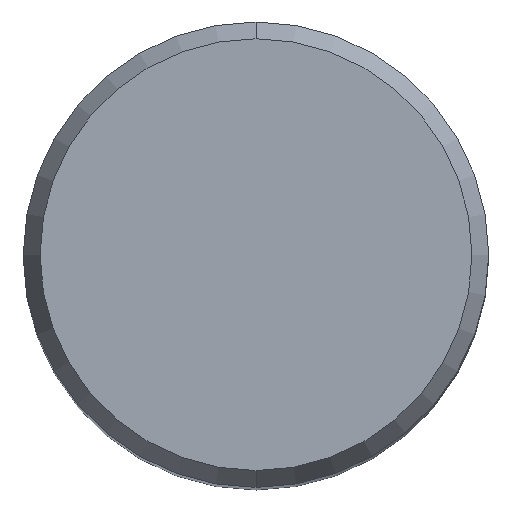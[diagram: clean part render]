
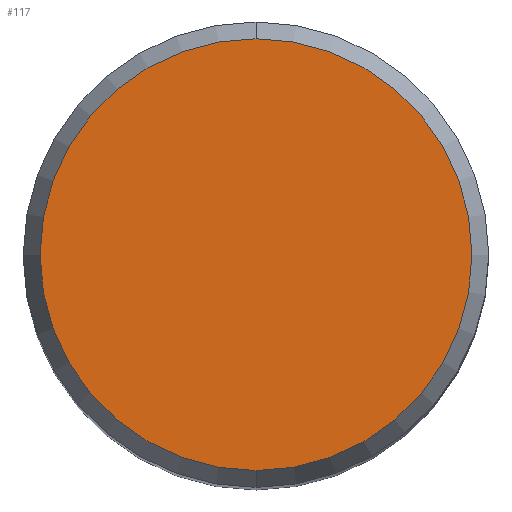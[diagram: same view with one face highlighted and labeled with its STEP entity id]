
A CAD part, top view. The second image highlights one B-rep face of the part: STEP entity #117.
In plain terms, the highlighted planar face has unit normal (0, 0, 1).
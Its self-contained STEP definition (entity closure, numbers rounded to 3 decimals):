
#117=ADVANCED_FACE('',(#270),#271,.T.);
#177=EDGE_CURVE('',#225,#211,#337,.T.);
#211=VERTEX_POINT('',#378);
#223=EDGE_CURVE('',#211,#225,#391,.T.);
#225=VERTEX_POINT('',#393);
#270=FACE_OUTER_BOUND('',#436,.T.);
#271=PLANE('',#437);
#337=CIRCLE('',#526,8.837);
#378=CARTESIAN_POINT('',(0.,-8.837,0.0));
#391=CIRCLE('',#593,8.837);
#393=CARTESIAN_POINT('',(0.0,8.837,0.0));
#436=EDGE_LOOP('',(#626,#627));
#437=AXIS2_PLACEMENT_3D('',#628,#629,#630);
#526=AXIS2_PLACEMENT_3D('',#707,#708,#709);
#593=AXIS2_PLACEMENT_3D('',#790,#791,#792);
#626=ORIENTED_EDGE('',*,*,#177,.F.);
#627=ORIENTED_EDGE('',*,*,#223,.F.);
#628=CARTESIAN_POINT('',(0.0,4.419,0.0));
#629=DIRECTION('',(-0.0,0.0,1.0));
#630=DIRECTION('',(0.0,-1.0,0.0));
#707=CARTESIAN_POINT('',(0.0,0.0,0.0));
#708=DIRECTION('',(0.0,0.0,-1.0));
#709=DIRECTION('',(0.0,1.0,0.0));
#790=CARTESIAN_POINT('',(0.0,0.0,0.0));
#791=DIRECTION('',(0.0,0.0,-1.0));
#792=DIRECTION('',(0.0,1.0,0.0));
